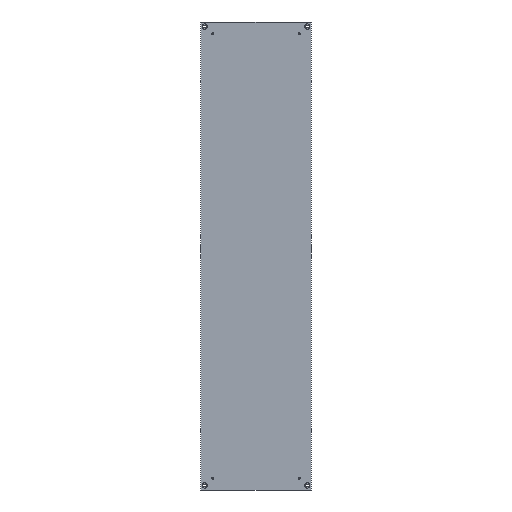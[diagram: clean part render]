
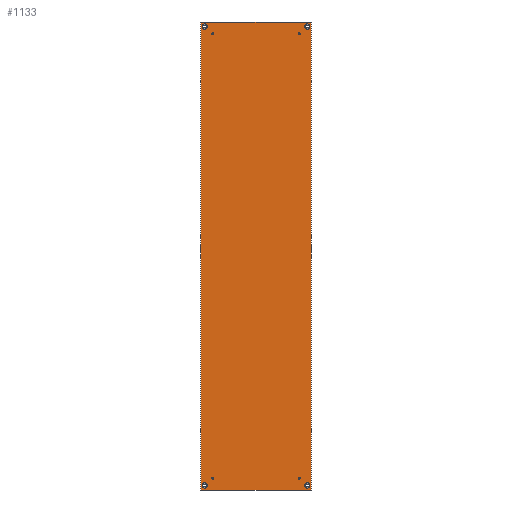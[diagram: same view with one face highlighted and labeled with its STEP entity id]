
A CAD part, front view. The second image highlights one B-rep face of the part: STEP entity #1133.
In plain terms, the highlighted planar face has unit normal (0, -1, 0).
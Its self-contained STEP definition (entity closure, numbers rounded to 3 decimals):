
#11 = DIRECTION ( 'NONE',  ( 0., 0., 1. ) ) ;
#33 = CIRCLE ( 'NONE', #118, 12. ) ;
#38 = DIRECTION ( 'NONE',  ( -1., 0., 0. ) ) ;
#44 = FACE_OUTER_BOUND ( 'NONE', #820, .T. ) ;
#59 = ORIENTED_EDGE ( 'NONE', *, *, #1811, .F. ) ;
#63 = ORIENTED_EDGE ( 'NONE', *, *, #2164, .T. ) ;
#79 = EDGE_CURVE ( 'NONE', #993, #993, #1310, .T. ) ;
#93 = LINE ( 'NONE', #2360, #2095 ) ;
#115 = VECTOR ( 'NONE', #1948, 1000. ) ;
#118 = AXIS2_PLACEMENT_3D ( 'NONE', #776, #723, #1490 ) ;
#133 = ORIENTED_EDGE ( 'NONE', *, *, #2334, .F. ) ;
#172 = EDGE_LOOP ( 'NONE', ( #59 ) ) ;
#213 = DIRECTION ( 'NONE',  ( 0., 0., 1. ) ) ;
#245 = DIRECTION ( 'NONE',  ( 0., 1., 0. ) ) ;
#246 = AXIS2_PLACEMENT_3D ( 'NONE', #2224, #896, #1462 ) ;
#274 = FACE_BOUND ( 'NONE', #2431, .T. ) ;
#361 = DIRECTION ( 'NONE',  ( 1., 0., 0. ) ) ;
#420 = ORIENTED_EDGE ( 'NONE', *, *, #1080, .F. ) ;
#433 = FACE_BOUND ( 'NONE', #1896, .T. ) ;
#483 = AXIS2_PLACEMENT_3D ( 'NONE', #2349, #633, #1535 ) ;
#548 = CIRCLE ( 'NONE', #590, 4.5 ) ;
#590 = AXIS2_PLACEMENT_3D ( 'NONE', #872, #1437, #2403 ) ;
#600 = DIRECTION ( 'NONE',  ( 0., -1., 0. ) ) ;
#606 = ORIENTED_EDGE ( 'NONE', *, *, #79, .T. ) ;
#625 = DIRECTION ( 'NONE',  ( 1., 0., 0. ) ) ;
#633 = DIRECTION ( 'NONE',  ( 0., 1., 0. ) ) ;
#640 = VERTEX_POINT ( 'NONE', #2143 ) ;
#669 = AXIS2_PLACEMENT_3D ( 'NONE', #2462, #2099, #213 ) ;
#678 = CARTESIAN_POINT ( 'NONE',  ( 187.998, -2.5, 987.498 ) ) ;
#686 = CARTESIAN_POINT ( 'NONE',  ( 0., -2.5, -1040. ) ) ;
#723 = DIRECTION ( 'NONE',  ( 0., -1., 0. ) ) ;
#776 = CARTESIAN_POINT ( 'NONE',  ( 227.998, -2.5, -1019.498 ) ) ;
#790 = EDGE_CURVE ( 'NONE', #640, #640, #826, .T. ) ;
#812 = DIRECTION ( 'NONE',  ( 0., 0., 1. ) ) ;
#814 = VERTEX_POINT ( 'NONE', #1608 ) ;
#820 = EDGE_LOOP ( 'NONE', ( #1015, #133, #1589, #1096 ) ) ;
#826 = CIRCLE ( 'NONE', #2223, 12. ) ;
#872 = CARTESIAN_POINT ( 'NONE',  ( 192.498, -2.5, 987.498 ) ) ;
#874 = LINE ( 'NONE', #686, #1683 ) ;
#896 = DIRECTION ( 'NONE',  ( 0., 1., 0. ) ) ;
#903 = ORIENTED_EDGE ( 'NONE', *, *, #2229, .F. ) ;
#986 = VECTOR ( 'NONE', #361, 1000. ) ;
#993 = VERTEX_POINT ( 'NONE', #1960 ) ;
#1000 = FACE_BOUND ( 'NONE', #1143, .T. ) ;
#1015 = ORIENTED_EDGE ( 'NONE', *, *, #1732, .F. ) ;
#1055 = CARTESIAN_POINT ( 'NONE',  ( -196.998, -2.5, 987.498 ) ) ;
#1080 = EDGE_CURVE ( 'NONE', #1570, #1570, #1227, .T. ) ;
#1096 = ORIENTED_EDGE ( 'NONE', *, *, #2254, .F. ) ;
#1099 = ORIENTED_EDGE ( 'NONE', *, *, #1924, .T. ) ;
#1100 = AXIS2_PLACEMENT_3D ( 'NONE', #1562, #245, #38 ) ;
#1110 = CIRCLE ( 'NONE', #246, 4.5 ) ;
#1122 = EDGE_LOOP ( 'NONE', ( #420 ) ) ;
#1133 = ADVANCED_FACE ( 'NONE', ( #1801, #1413, #433, #2319, #1000, #2341, #274, #1593, #44 ), #1772, .F. ) ;
#1143 = EDGE_LOOP ( 'NONE', ( #1099 ) ) ;
#1195 = EDGE_LOOP ( 'NONE', ( #903 ) ) ;
#1227 = CIRCLE ( 'NONE', #669, 12. ) ;
#1230 = VERTEX_POINT ( 'NONE', #2330 ) ;
#1252 = VERTEX_POINT ( 'NONE', #2029 ) ;
#1276 = CARTESIAN_POINT ( 'NONE',  ( 227.998, -2.5, 1031.498 ) ) ;
#1306 = EDGE_CURVE ( 'NONE', #814, #814, #1110, .T. ) ;
#1310 = CIRCLE ( 'NONE', #483, 4.5 ) ;
#1397 = EDGE_CURVE ( 'NONE', #2339, #1230, #874, .T. ) ;
#1398 = CARTESIAN_POINT ( 'NONE',  ( 245., -2.5, 1040. ) ) ;
#1403 = CARTESIAN_POINT ( 'NONE',  ( -227.998, -2.5, -1019.498 ) ) ;
#1413 = FACE_BOUND ( 'NONE', #1662, .T. ) ;
#1437 = DIRECTION ( 'NONE',  ( 0., 1., 0. ) ) ;
#1450 = DIRECTION ( 'NONE',  ( -1., 0., 0. ) ) ;
#1458 = CIRCLE ( 'NONE', #2255, 12. ) ;
#1462 = DIRECTION ( 'NONE',  ( -1., 0., 0. ) ) ;
#1490 = DIRECTION ( 'NONE',  ( 0., 0., 1. ) ) ;
#1535 = DIRECTION ( 'NONE',  ( -1., 0., 0. ) ) ;
#1554 = CARTESIAN_POINT ( 'NONE',  ( 0., -2.5, 0. ) ) ;
#1562 = CARTESIAN_POINT ( 'NONE',  ( -192.498, -2.5, 987.498 ) ) ;
#1570 = VERTEX_POINT ( 'NONE', #1598 ) ;
#1589 = ORIENTED_EDGE ( 'NONE', *, *, #1397, .F. ) ;
#1593 = FACE_BOUND ( 'NONE', #172, .T. ) ;
#1598 = CARTESIAN_POINT ( 'NONE',  ( -227.998, -2.5, 1031.498 ) ) ;
#1608 = CARTESIAN_POINT ( 'NONE',  ( 187.998, -2.5, -987.498 ) ) ;
#1615 = ORIENTED_EDGE ( 'NONE', *, *, #1306, .T. ) ;
#1634 = VERTEX_POINT ( 'NONE', #678 ) ;
#1639 = CARTESIAN_POINT ( 'NONE',  ( -245., -2.5, 1040. ) ) ;
#1662 = EDGE_LOOP ( 'NONE', ( #1820 ) ) ;
#1683 = VECTOR ( 'NONE', #1450, 1000. ) ;
#1719 = CARTESIAN_POINT ( 'NONE',  ( 245., -2.5, 0. ) ) ;
#1732 = EDGE_CURVE ( 'NONE', #2406, #1930, #1904, .T. ) ;
#1748 = DIRECTION ( 'NONE',  ( 0., 1., 0. ) ) ;
#1772 = PLANE ( 'NONE',  #2063 ) ;
#1801 = FACE_BOUND ( 'NONE', #1972, .T. ) ;
#1811 = EDGE_CURVE ( 'NONE', #1252, #1252, #33, .T. ) ;
#1820 = ORIENTED_EDGE ( 'NONE', *, *, #790, .F. ) ;
#1829 = DIRECTION ( 'NONE',  ( 0., 0., 1. ) ) ;
#1896 = EDGE_LOOP ( 'NONE', ( #606 ) ) ;
#1904 = LINE ( 'NONE', #2262, #986 ) ;
#1924 = EDGE_CURVE ( 'NONE', #1634, #1634, #548, .T. ) ;
#1930 = VERTEX_POINT ( 'NONE', #1398 ) ;
#1948 = DIRECTION ( 'NONE',  ( 0., 0., -1. ) ) ;
#1960 = CARTESIAN_POINT ( 'NONE',  ( -196.998, -2.5, -987.498 ) ) ;
#1972 = EDGE_LOOP ( 'NONE', ( #1615 ) ) ;
#1980 = CIRCLE ( 'NONE', #1100, 4.5 ) ;
#2029 = CARTESIAN_POINT ( 'NONE',  ( 227.998, -2.5, -1007.498 ) ) ;
#2040 = VERTEX_POINT ( 'NONE', #1276 ) ;
#2063 = AXIS2_PLACEMENT_3D ( 'NONE', #1554, #1748, #625 ) ;
#2095 = VECTOR ( 'NONE', #1829, 1000. ) ;
#2099 = DIRECTION ( 'NONE',  ( 0., -1., 0. ) ) ;
#2140 = DIRECTION ( 'NONE',  ( 0., -1., 0. ) ) ;
#2143 = CARTESIAN_POINT ( 'NONE',  ( -227.998, -2.5, -1007.498 ) ) ;
#2164 = EDGE_CURVE ( 'NONE', #2192, #2192, #1980, .T. ) ;
#2169 = CARTESIAN_POINT ( 'NONE',  ( 245., -2.5, -1040. ) ) ;
#2192 = VERTEX_POINT ( 'NONE', #1055 ) ;
#2223 = AXIS2_PLACEMENT_3D ( 'NONE', #1403, #2140, #812 ) ;
#2224 = CARTESIAN_POINT ( 'NONE',  ( 192.498, -2.5, -987.498 ) ) ;
#2229 = EDGE_CURVE ( 'NONE', #2040, #2040, #1458, .T. ) ;
#2254 = EDGE_CURVE ( 'NONE', #1930, #2339, #2473, .T. ) ;
#2255 = AXIS2_PLACEMENT_3D ( 'NONE', #2280, #600, #11 ) ;
#2262 = CARTESIAN_POINT ( 'NONE',  ( 0., -2.5, 1040. ) ) ;
#2280 = CARTESIAN_POINT ( 'NONE',  ( 227.998, -2.5, 1019.498 ) ) ;
#2319 = FACE_BOUND ( 'NONE', #1195, .T. ) ;
#2330 = CARTESIAN_POINT ( 'NONE',  ( -245., -2.5, -1040. ) ) ;
#2334 = EDGE_CURVE ( 'NONE', #1230, #2406, #93, .T. ) ;
#2339 = VERTEX_POINT ( 'NONE', #2169 ) ;
#2341 = FACE_BOUND ( 'NONE', #1122, .T. ) ;
#2349 = CARTESIAN_POINT ( 'NONE',  ( -192.498, -2.5, -987.498 ) ) ;
#2360 = CARTESIAN_POINT ( 'NONE',  ( -245., -2.5, 0. ) ) ;
#2403 = DIRECTION ( 'NONE',  ( -1., 0., 0. ) ) ;
#2406 = VERTEX_POINT ( 'NONE', #1639 ) ;
#2431 = EDGE_LOOP ( 'NONE', ( #63 ) ) ;
#2462 = CARTESIAN_POINT ( 'NONE',  ( -227.998, -2.5, 1019.498 ) ) ;
#2473 = LINE ( 'NONE', #1719, #115 ) ;
